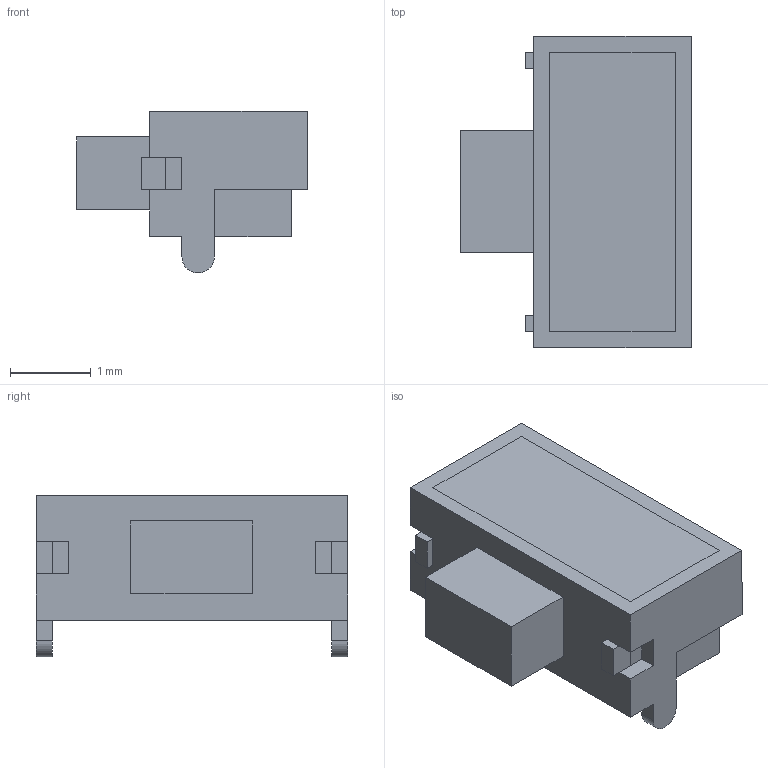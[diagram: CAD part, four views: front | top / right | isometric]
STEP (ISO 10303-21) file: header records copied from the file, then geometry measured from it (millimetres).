
FILE_DESCRIPTION(('FreeCAD Model'),'2;1');
FILE_NAME('TL6340AF160Q.step', '2021-10-29T22:35:21',('Author'),(''), 'Open CASCADE STEP processor 7.3','FreeCAD','Unknown');
FILE_SCHEMA(('AUTOMOTIVE_DESIGN { 1 0 10303 214 1 1 1 1 }'));
Length unit declared in the file: millimetre
Products named in the file (5): Body001; Body; Part
Assembly tree (2 placements, depth 2):
  Body001
  Body
  Part
    Body
    Body001
Bounding box: 2.85 x 3.85 x 2 mm (x, y, z)
Surface area: 125.2 mm2
Topology: 4 solids, 4 shells, 108 faces, 316 edges, 208 vertices
Faces by surface type: plane 100, cylinder 8
Entity records: 7778 total; most frequent: CARTESIAN_POINT 1315, DIRECTION 1178, LINE 916, VECTOR 916, ORIENTED_EDGE 632, PCURVE 632, DEFINITIONAL_REPRESENTATION 632, EDGE_CURVE 316
